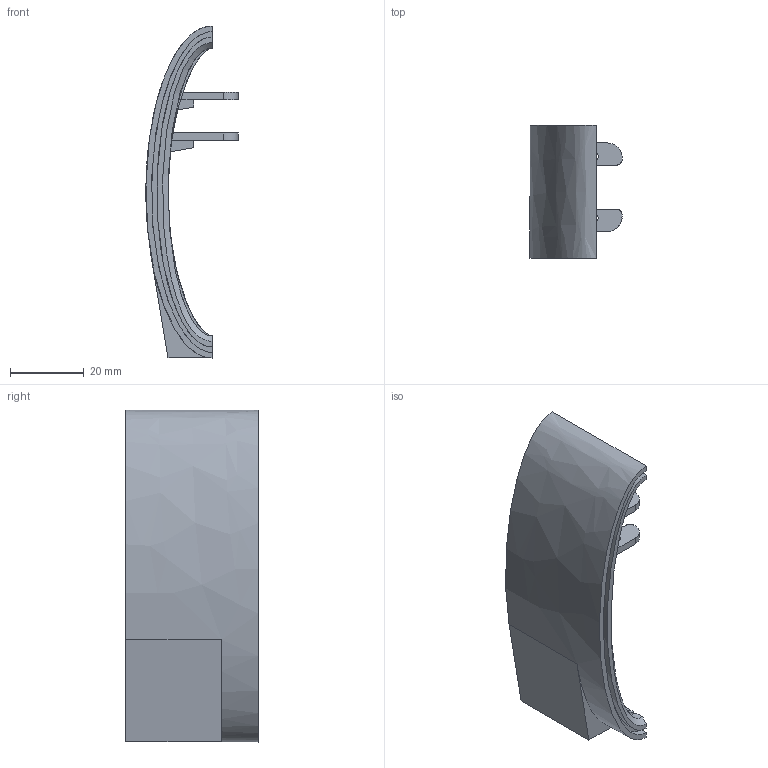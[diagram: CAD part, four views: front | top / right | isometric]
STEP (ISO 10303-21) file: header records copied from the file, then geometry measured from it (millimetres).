
FILE_DESCRIPTION(/* description */ (''),/* implementation_level */ '2;1');
FILE_NAME(/* name */ 'HackitBack v0.3 - Left side',/* time_stamp */ '2022-06-14T13:55:35-07:00',/* author */ (''),/* organization */ (''),/* preprocessor_version */ 'ST-DEVELOPER v16.5',/* originating_system */ '',/* authorisation */ '');
FILE_SCHEMA (('AUTOMOTIVE_DESIGN'));
Length unit declared in the file: millimetre
Products named in the file (1): Document
Bounding box: 24.99 x 36 x 90 mm (x, y, z)
Volume: 11752.9 mm3; surface area: 12829.3 mm2
Topology: 1 solids, 1 shells, 113 faces, 323 edges, 218 vertices
Faces by surface type: plane 59, bspline 54
Entity records: 7184 total; most frequent: CARTESIAN_POINT 5139, ORIENTED_EDGE 646, EDGE_CURVE 323, B_SPLINE_CURVE_WITH_KNOTS 258, VERTEX_POINT 218, EDGE_LOOP 127, ADVANCED_FACE 113, FACE_OUTER_BOUND 113
